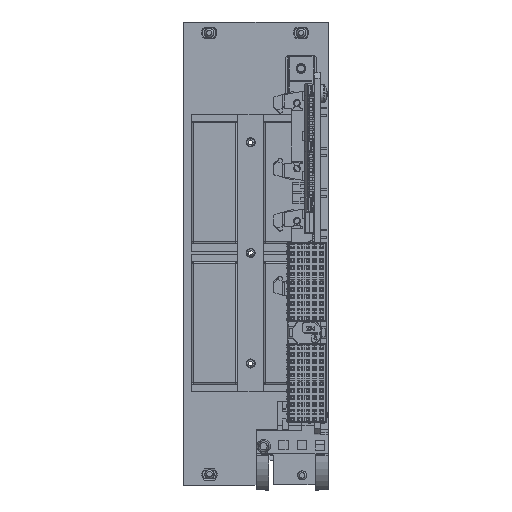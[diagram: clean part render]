
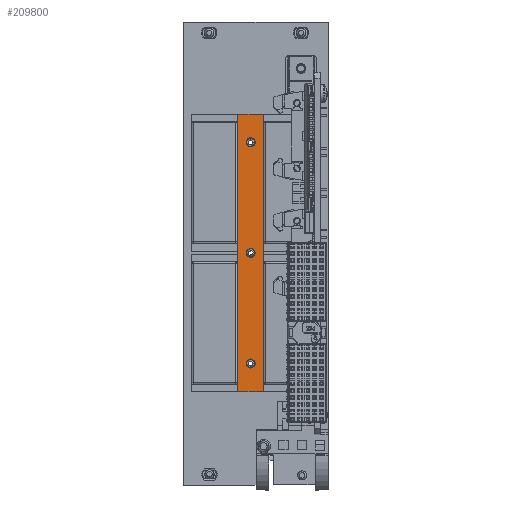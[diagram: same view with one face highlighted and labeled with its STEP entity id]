
A CAD part, top view. The second image highlights one B-rep face of the part: STEP entity #209800.
In plain terms, the highlighted planar face has unit normal (0, 0, 1).
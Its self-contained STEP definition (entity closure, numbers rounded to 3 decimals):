
#42400 = EDGE_LOOP ( 'NONE', ( #176485 ) ) ;
#44471 = CARTESIAN_POINT ( 'NONE',  ( -29.264, 48.771, 26.947 ) ) ;
#44666 = CARTESIAN_POINT ( 'NONE',  ( -29.264, -28.229, 26.947 ) ) ;
#44703 = CARTESIAN_POINT ( 'NONE',  ( -36.444, -28.229, 26.947 ) ) ;
#44906 = CARTESIAN_POINT ( 'NONE',  ( -36.444, 48.771, 26.947 ) ) ;
#50986 = AXIS2_PLACEMENT_3D ( 'NONE', #93950, #93952, #93955 ) ;
#50990 = AXIS2_PLACEMENT_3D ( 'NONE', #93960, #93962, #93964 ) ;
#50993 = AXIS2_PLACEMENT_3D ( 'NONE', #93967, #93969, #93971 ) ;
#71780 = LINE ( 'NONE', #93890, #71791 ) ;
#71791 = VECTOR ( 'NONE', #93923, 1000. ) ;
#71794 = CIRCLE ( 'NONE', #50986, 1.25 ) ;
#71797 = LINE ( 'NONE', #93947, #71804 ) ;
#71799 = LINE ( 'NONE', #93943, #71805 ) ;
#71801 = CIRCLE ( 'NONE', #50990, 1.25 ) ;
#71803 = CIRCLE ( 'NONE', #50993, 1.25 ) ;
#71804 = VECTOR ( 'NONE', #93976, 1000. ) ;
#71805 = VECTOR ( 'NONE', #93972, 1000. ) ;
#71806 = LINE ( 'NONE', #93977, #71808 ) ;
#71808 = VECTOR ( 'NONE', #93980, 1000. ) ;
#93890 = CARTESIAN_POINT ( 'NONE',  ( -29.264, 48.771, 26.947 ) ) ;
#93923 = DIRECTION ( 'NONE',  ( -1., 0., 0. ) ) ;
#93943 = CARTESIAN_POINT ( 'NONE',  ( -29.264, 48.771, 26.947 ) ) ;
#93947 = CARTESIAN_POINT ( 'NONE',  ( -36.444, 48.771, 26.947 ) ) ;
#93950 = CARTESIAN_POINT ( 'NONE',  ( -32.854, -20.379, 26.947 ) ) ;
#93952 = DIRECTION ( 'NONE',  ( 0., 0., 1. ) ) ;
#93955 = DIRECTION ( 'NONE',  ( 0., 1., 0. ) ) ;
#93960 = CARTESIAN_POINT ( 'NONE',  ( -32.854, 10.271, 26.947 ) ) ;
#93962 = DIRECTION ( 'NONE',  ( 0., 0., 1. ) ) ;
#93964 = DIRECTION ( 'NONE',  ( 0., 1., 0. ) ) ;
#93967 = CARTESIAN_POINT ( 'NONE',  ( -32.854, 40.921, 26.947 ) ) ;
#93969 = DIRECTION ( 'NONE',  ( 0., 0., 1. ) ) ;
#93971 = DIRECTION ( 'NONE',  ( 0., 1., 0. ) ) ;
#93972 = DIRECTION ( 'NONE',  ( 0., 1., 0. ) ) ;
#93976 = DIRECTION ( 'NONE',  ( 0., -1., 0. ) ) ;
#93977 = CARTESIAN_POINT ( 'NONE',  ( -29.264, -28.229, 26.947 ) ) ;
#93980 = DIRECTION ( 'NONE',  ( 1., 0., 0. ) ) ;
#113199 = VERTEX_POINT ( 'NONE', #44471 ) ;
#113425 = VERTEX_POINT ( 'NONE', #44666 ) ;
#113461 = VERTEX_POINT ( 'NONE', #44703 ) ;
#113643 = VERTEX_POINT ( 'NONE', #44906 ) ;
#125281 = EDGE_CURVE ( 'NONE', #113199, #113643, #71780, .T. ) ;
#125295 = EDGE_CURVE ( 'NONE', #143863, #143863, #71794, .T. ) ;
#125298 = EDGE_CURVE ( 'NONE', #143867, #143867, #71801, .T. ) ;
#125301 = EDGE_CURVE ( 'NONE', #143870, #143870, #71803, .T. ) ;
#125305 = EDGE_CURVE ( 'NONE', #113425, #113199, #71799, .T. ) ;
#125307 = EDGE_CURVE ( 'NONE', #113643, #113461, #71797, .T. ) ;
#125309 = EDGE_CURVE ( 'NONE', #113461, #113425, #71806, .T. ) ;
#140468 = CARTESIAN_POINT ( 'NONE',  ( -32.854, -19.129, 26.947 ) ) ;
#140471 = CARTESIAN_POINT ( 'NONE',  ( -32.854, 11.521, 26.947 ) ) ;
#140474 = CARTESIAN_POINT ( 'NONE',  ( -32.854, 42.171, 26.947 ) ) ;
#143863 = VERTEX_POINT ( 'NONE', #140468 ) ;
#143867 = VERTEX_POINT ( 'NONE', #140471 ) ;
#143870 = VERTEX_POINT ( 'NONE', #140474 ) ;
#156677 = EDGE_LOOP ( 'NONE', ( #176492, #176494, #176496, #176498 ) ) ;
#156750 = EDGE_LOOP ( 'NONE', ( #176488 ) ) ;
#158104 = EDGE_LOOP ( 'NONE', ( #176482 ) ) ;
#176482 = ORIENTED_EDGE ( 'NONE', *, *, #125295, .F. ) ;
#176485 = ORIENTED_EDGE ( 'NONE', *, *, #125298, .F. ) ;
#176488 = ORIENTED_EDGE ( 'NONE', *, *, #125301, .F. ) ;
#176492 = ORIENTED_EDGE ( 'NONE', *, *, #125305, .T. ) ;
#176494 = ORIENTED_EDGE ( 'NONE', *, *, #125281, .T. ) ;
#176496 = ORIENTED_EDGE ( 'NONE', *, *, #125307, .T. ) ;
#176498 = ORIENTED_EDGE ( 'NONE', *, *, #125309, .T. ) ;
#209800 = ADVANCED_FACE ( 'NONE', ( #250262, #250248, #250260, #250259 ), #244265, .F. ) ;
#244265 = PLANE ( 'NONE',  #245717 ) ;
#244287 = CARTESIAN_POINT ( 'NONE',  ( -29.264, -28.229, 26.947 ) ) ;
#244289 = DIRECTION ( 'NONE',  ( 0., 0., -1. ) ) ;
#244290 = DIRECTION ( 'NONE',  ( 0., -1., 0. ) ) ;
#245717 = AXIS2_PLACEMENT_3D ( 'NONE', #244287, #244289, #244290 ) ;
#250248 = FACE_BOUND ( 'NONE', #42400, .T. ) ;
#250259 = FACE_OUTER_BOUND ( 'NONE', #156677, .T. ) ;
#250260 = FACE_BOUND ( 'NONE', #156750, .T. ) ;
#250262 = FACE_BOUND ( 'NONE', #158104, .T. ) ;
